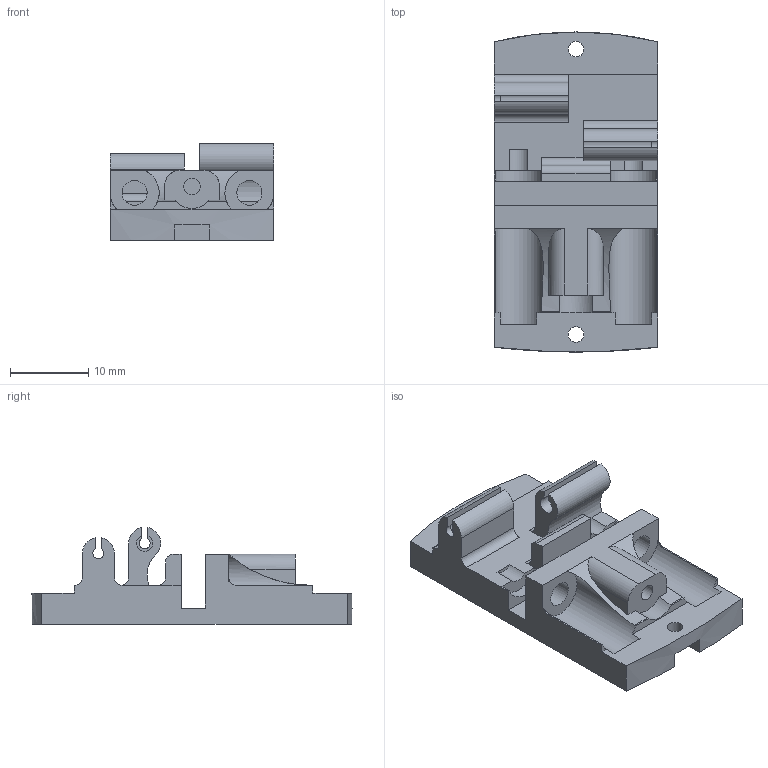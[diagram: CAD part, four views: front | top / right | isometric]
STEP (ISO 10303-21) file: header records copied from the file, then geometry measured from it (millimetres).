
FILE_DESCRIPTION(/* description */ (''),/* implementation_level */ '2;1');
FILE_NAME(/* name */ 'Base1.step',/* time_stamp */ '2025-11-28T21:32:26+01:00',/* author */ (''),/* organization */ (''),/* preprocessor_version */ 'ST-DEVELOPER v20.1',/* originating_system */ 'Autodesk Translation Framework v14.21.0.0',/* authorisation */ '');
FILE_SCHEMA (('AUTOMOTIVE_DESIGN { 1 0 10303 214 3 1 1 }'));
Length unit declared in the file: millimetre
Products named in the file (1): 2025-11-25-11-41-23-714
Bounding box: 21 x 40.98 x 12.41 mm (x, y, z)
Volume: 4387.7 mm3; surface area: 3321.5 mm2
Topology: 1 solids, 1 shells, 88 faces, 249 edges, 164 vertices
Faces by surface type: plane 54, cylinder 34
Full cylindrical faces by diameter (mm): 2 x2, 2.1 x1, 3.2 x2
Entity records: 2960 total; most frequent: CARTESIAN_POINT 574, ORIENTED_EDGE 498, DIRECTION 489, EDGE_CURVE 249, LINE 171, VECTOR 171, VERTEX_POINT 164, AXIS2_PLACEMENT_3D 159
